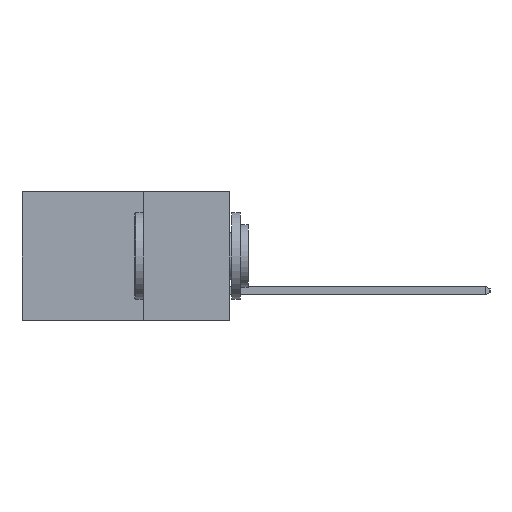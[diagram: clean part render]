
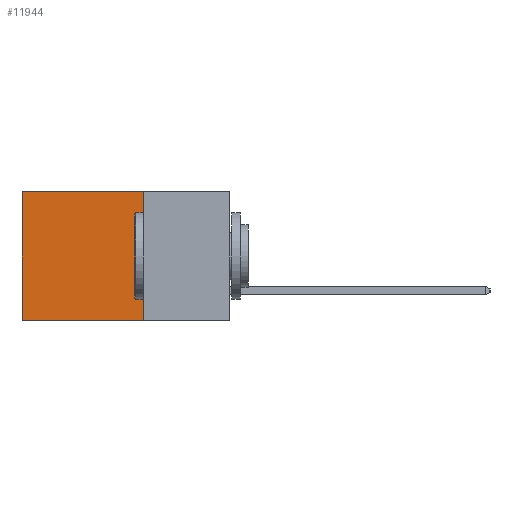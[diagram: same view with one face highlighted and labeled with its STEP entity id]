
A CAD part, left-side view. The second image highlights one B-rep face of the part: STEP entity #11944.
In plain terms, the highlighted planar face has unit normal (-1, 0, 0).
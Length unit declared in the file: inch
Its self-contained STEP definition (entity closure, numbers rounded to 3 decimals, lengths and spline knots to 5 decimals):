
#389 = LINE ( 'NONE', #10764, #8360 ) ;
#963 = VERTEX_POINT ( 'NONE', #2094 ) ;
#1210 = VECTOR ( 'NONE', #15251, 39.37008 ) ;
#1397 = ORIENTED_EDGE ( 'NONE', *, *, #11118, .F. ) ;
#2094 = CARTESIAN_POINT ( 'NONE',  ( 0.2615, 0.25, -0.37 ) ) ;
#3594 = CARTESIAN_POINT ( 'NONE',  ( 0.2615, 0.25, -0.37 ) ) ;
#3839 = LINE ( 'NONE', #5695, #10558 ) ;
#5695 = CARTESIAN_POINT ( 'NONE',  ( 0.2615, 0.25, 0. ) ) ;
#5781 = VERTEX_POINT ( 'NONE', #10230 ) ;
#6306 = ORIENTED_EDGE ( 'NONE', *, *, #10555, .T. ) ;
#6982 = EDGE_CURVE ( 'NONE', #16608, #963, #14996, .T. ) ;
#7184 = CARTESIAN_POINT ( 'NONE',  ( 0.2615, 0.6, -0.37 ) ) ;
#7218 = PLANE ( 'NONE',  #8042 ) ;
#8042 = AXIS2_PLACEMENT_3D ( 'NONE', #13590, #16055, #8521 ) ;
#8143 = CARTESIAN_POINT ( 'NONE',  ( 0.2615, 0.6, 0. ) ) ;
#8360 = VECTOR ( 'NONE', #12043, 39.37008 ) ;
#8489 = DIRECTION ( 'NONE',  ( 0., 0., -1. ) ) ;
#8521 = DIRECTION ( 'NONE',  ( 0., 0., -1. ) ) ;
#9791 = EDGE_LOOP ( 'NONE', ( #15392, #1397, #10272, #6306 ) ) ;
#10230 = CARTESIAN_POINT ( 'NONE',  ( 0.2615, 0.6, -0.37 ) ) ;
#10272 = ORIENTED_EDGE ( 'NONE', *, *, #6982, .F. ) ;
#10555 = EDGE_CURVE ( 'NONE', #16608, #11748, #3839, .T. ) ;
#10558 = VECTOR ( 'NONE', #13489, 39.37008 ) ;
#10764 = CARTESIAN_POINT ( 'NONE',  ( 0.2615, 0.25, -0.37 ) ) ;
#11118 = EDGE_CURVE ( 'NONE', #963, #5781, #389, .T. ) ;
#11273 = LINE ( 'NONE', #7184, #14259 ) ;
#11748 = VERTEX_POINT ( 'NONE', #8143 ) ;
#11944 = ADVANCED_FACE ( 'NONE', ( #15237 ), #7218, .F. ) ;
#12043 = DIRECTION ( 'NONE',  ( 0., 1., 0. ) ) ;
#13214 = EDGE_CURVE ( 'NONE', #11748, #5781, #11273, .T. ) ;
#13489 = DIRECTION ( 'NONE',  ( 0., 1., 0. ) ) ;
#13590 = CARTESIAN_POINT ( 'NONE',  ( 0.2615, 0.25, -0.37 ) ) ;
#14129 = CARTESIAN_POINT ( 'NONE',  ( 0.2615, 0.25, 0. ) ) ;
#14259 = VECTOR ( 'NONE', #8489, 39.37008 ) ;
#14996 = LINE ( 'NONE', #3594, #1210 ) ;
#15237 = FACE_OUTER_BOUND ( 'NONE', #9791, .T. ) ;
#15251 = DIRECTION ( 'NONE',  ( 0., 0., -1. ) ) ;
#15392 = ORIENTED_EDGE ( 'NONE', *, *, #13214, .T. ) ;
#16055 = DIRECTION ( 'NONE',  ( 1., 0., 0. ) ) ;
#16608 = VERTEX_POINT ( 'NONE', #14129 ) ;
